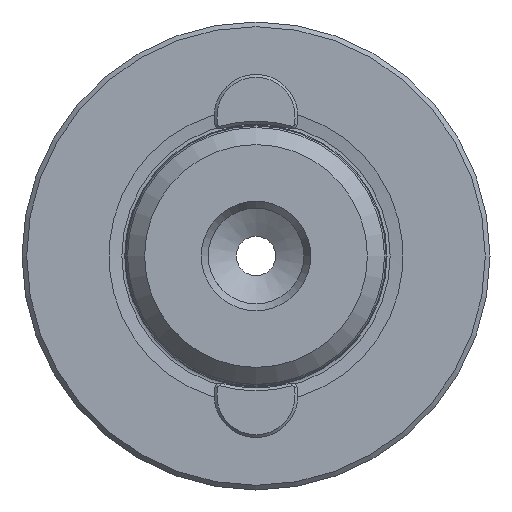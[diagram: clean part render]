
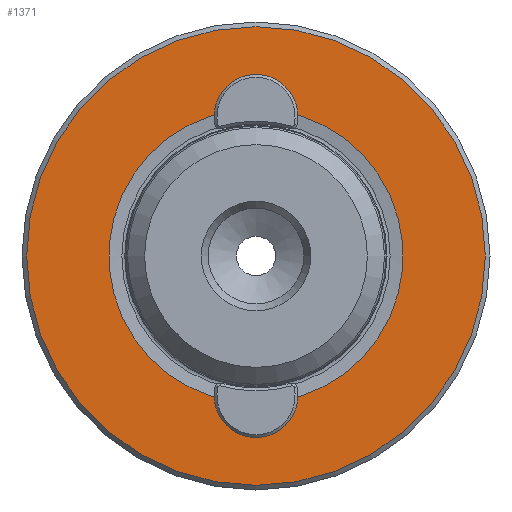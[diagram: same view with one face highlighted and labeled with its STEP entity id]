
A CAD part, left-side view. The second image highlights one B-rep face of the part: STEP entity #1371.
In plain terms, the highlighted planar face has unit normal (-1, 0, 0).
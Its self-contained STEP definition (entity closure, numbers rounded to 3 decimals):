
#62 = CARTESIAN_POINT ( 'NONE',  ( 0., 0., 0. ) ) ;
#69 = ORIENTED_EDGE ( 'NONE', *, *, #1993, .F. ) ;
#136 = AXIS2_PLACEMENT_3D ( 'NONE', #1936, #2412, #2638 ) ;
#153 = VERTEX_POINT ( 'NONE', #1214 ) ;
#201 = PLANE ( 'NONE',  #1896 ) ;
#258 = CARTESIAN_POINT ( 'NONE',  ( 0., 2.118, -15.572 ) ) ;
#361 = EDGE_CURVE ( 'NONE', #1802, #2554, #2628, .T. ) ;
#363 = DIRECTION ( 'NONE',  ( -1., 0., 0. ) ) ;
#373 = VERTEX_POINT ( 'NONE', #1331 ) ;
#620 = ORIENTED_EDGE ( 'NONE', *, *, #361, .F. ) ;
#625 = EDGE_LOOP ( 'NONE', ( #2765, #620, #988, #69 ) ) ;
#988 = ORIENTED_EDGE ( 'NONE', *, *, #1365, .F. ) ;
#999 = CIRCLE ( 'NONE', #1933, 24.5 ) ;
#1005 = FACE_OUTER_BOUND ( 'NONE', #2071, .T. ) ;
#1049 = CARTESIAN_POINT ( 'NONE',  ( 0., 0., -16.9 ) ) ;
#1121 = CARTESIAN_POINT ( 'NONE',  ( 0., 0., 0. ) ) ;
#1143 = DIRECTION ( 'NONE',  ( -1., 0., 0. ) ) ;
#1146 = EDGE_CURVE ( 'NONE', #2554, #1693, #1979, .T. ) ;
#1214 = CARTESIAN_POINT ( 'NONE',  ( 0., -2.118, -15.572 ) ) ;
#1232 = AXIS2_PLACEMENT_3D ( 'NONE', #1121, #1143, #2984 ) ;
#1331 = CARTESIAN_POINT ( 'NONE',  ( 0., 0., 24.5 ) ) ;
#1365 = EDGE_CURVE ( 'NONE', #153, #1802, #1624, .T. ) ;
#1371 = ADVANCED_FACE ( 'NONE', ( #2922, #1005 ), #201, .F. ) ;
#1532 = CARTESIAN_POINT ( 'NONE',  ( 0., 0., 0. ) ) ;
#1624 = CIRCLE ( 'NONE', #1232, 15.715 ) ;
#1675 = DIRECTION ( 'NONE',  ( -1., 0., 0. ) ) ;
#1693 = VERTEX_POINT ( 'NONE', #258 ) ;
#1743 = DIRECTION ( 'NONE',  ( 0., 0., 1. ) ) ;
#1760 = ORIENTED_EDGE ( 'NONE', *, *, #2463, .T. ) ;
#1779 = DIRECTION ( 'NONE',  ( 0., 0., -1. ) ) ;
#1802 = VERTEX_POINT ( 'NONE', #1929 ) ;
#1893 = DIRECTION ( 'NONE',  ( 0., 0., 1. ) ) ;
#1896 = AXIS2_PLACEMENT_3D ( 'NONE', #2483, #2056, #1779 ) ;
#1929 = CARTESIAN_POINT ( 'NONE',  ( 0., -2.118, 15.572 ) ) ;
#1933 = AXIS2_PLACEMENT_3D ( 'NONE', #62, #1675, #1893 ) ;
#1936 = CARTESIAN_POINT ( 'NONE',  ( 0., 0., 16.9 ) ) ;
#1979 = CIRCLE ( 'NONE', #2395, 15.715 ) ;
#1993 = EDGE_CURVE ( 'NONE', #1693, #153, #2626, .T. ) ;
#2056 = DIRECTION ( 'NONE',  ( 1., 0., 0. ) ) ;
#2071 = EDGE_LOOP ( 'NONE', ( #1760 ) ) ;
#2393 = CARTESIAN_POINT ( 'NONE',  ( 0., 2.118, 15.572 ) ) ;
#2395 = AXIS2_PLACEMENT_3D ( 'NONE', #1532, #2467, #1743 ) ;
#2412 = DIRECTION ( 'NONE',  ( -1., 0., 0. ) ) ;
#2463 = EDGE_CURVE ( 'NONE', #373, #373, #999, .T. ) ;
#2467 = DIRECTION ( 'NONE',  ( -1., 0., 0. ) ) ;
#2483 = CARTESIAN_POINT ( 'NONE',  ( 0., 0., -15.715 ) ) ;
#2533 = AXIS2_PLACEMENT_3D ( 'NONE', #1049, #363, #2660 ) ;
#2554 = VERTEX_POINT ( 'NONE', #2393 ) ;
#2626 = CIRCLE ( 'NONE', #2533, 2.5 ) ;
#2628 = CIRCLE ( 'NONE', #136, 2.5 ) ;
#2638 = DIRECTION ( 'NONE',  ( 0., 0., 1. ) ) ;
#2660 = DIRECTION ( 'NONE',  ( 0., 0., 1. ) ) ;
#2765 = ORIENTED_EDGE ( 'NONE', *, *, #1146, .F. ) ;
#2922 = FACE_BOUND ( 'NONE', #625, .T. ) ;
#2984 = DIRECTION ( 'NONE',  ( 0., 0., 1. ) ) ;
